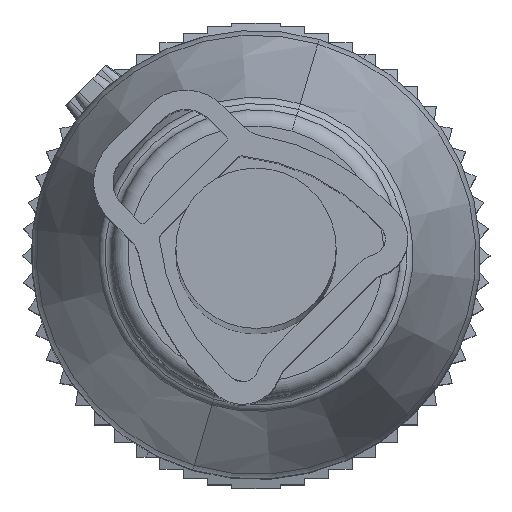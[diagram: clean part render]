
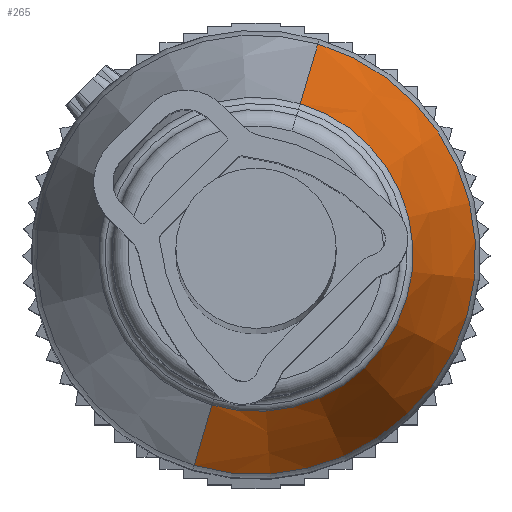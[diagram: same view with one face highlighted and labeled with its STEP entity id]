
A CAD part, top view. The second image highlights one B-rep face of the part: STEP entity #265.
In plain terms, the highlighted conical face has half-angle 18 degrees and reference radius 4.9 mm.
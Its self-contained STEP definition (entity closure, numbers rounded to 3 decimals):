
#178=AXIS2_PLACEMENT_3D('Cone Axis2P3D',#175,#176,#177) ;
#208=AXIS2_PLACEMENT_3D('Circle Axis2P3D',#206,#207,$) ;
#256=AXIS2_PLACEMENT_3D('Circle Axis2P3D',#254,#255,$) ;
#144=CARTESIAN_POINT('Vertex',(9.229,13.837,27.911)) ;
#146=CARTESIAN_POINT('Vertex',(5.371,0.685,27.911)) ;
#175=CARTESIAN_POINT('Axis2P3D Location',(7.3,7.261,33.922)) ;
#184=CARTESIAN_POINT('Vertex',(8.68,11.963,33.922)) ;
#186=CARTESIAN_POINT('Vertex',(5.92,2.56,33.922)) ;
#189=CARTESIAN_POINT('Line Origine',(8.954,12.9,30.916)) ;
#194=CARTESIAN_POINT('Line Origine',(5.646,1.622,30.916)) ;
#206=CARTESIAN_POINT('Axis2P3D Location',(7.3,7.261,27.911)) ;
#254=CARTESIAN_POINT('Axis2P3D Location',(7.3,7.261,33.922)) ;
#176=DIRECTION('Axis2P3D Direction',(0.,0.,-1.)) ;
#177=DIRECTION('Axis2P3D XDirection',(0.282,0.96,0.)) ;
#190=DIRECTION('Vector Direction',(0.087,0.297,-0.951)) ;
#195=DIRECTION('Vector Direction',(-0.087,-0.297,-0.951)) ;
#207=DIRECTION('Axis2P3D Direction',(0.,0.,1.)) ;
#255=DIRECTION('Axis2P3D Direction',(0.,0.,-1.)) ;
#191=VECTOR('Line Direction',#190,1.) ;
#196=VECTOR('Line Direction',#195,1.) ;
#260=ORIENTED_EDGE('',*,*,#258,.F.) ;
#261=ORIENTED_EDGE('',*,*,#198,.T.) ;
#262=ORIENTED_EDGE('',*,*,#210,.T.) ;
#263=ORIENTED_EDGE('',*,*,#193,.F.) ;
#265=ADVANCED_FACE('48368_SAIL-M12BG-5-XXX.1\\33026_SAIL_GF_M12.1\\K\X2\00F6\X0\rper.2',(#264),#179,.T.) ;
#209=CIRCLE('generated circle',#208,6.853) ;
#257=CIRCLE('generated circle',#256,4.9) ;
#179=CONICAL_SURFACE('Cone',#178,4.9,0.314) ;
#193=EDGE_CURVE('',#185,#145,#192,.T.) ;
#198=EDGE_CURVE('',#187,#147,#197,.T.) ;
#210=EDGE_CURVE('',#147,#145,#209,.T.) ;
#258=EDGE_CURVE('',#187,#185,#257,.F.) ;
#259=EDGE_LOOP('',(#260,#261,#262,#263)) ;
#264=FACE_OUTER_BOUND('',#259,.T.) ;
#192=LINE('Line',#189,#191) ;
#197=LINE('Line',#194,#196) ;
#145=VERTEX_POINT('',#144) ;
#147=VERTEX_POINT('',#146) ;
#185=VERTEX_POINT('',#184) ;
#187=VERTEX_POINT('',#186) ;
